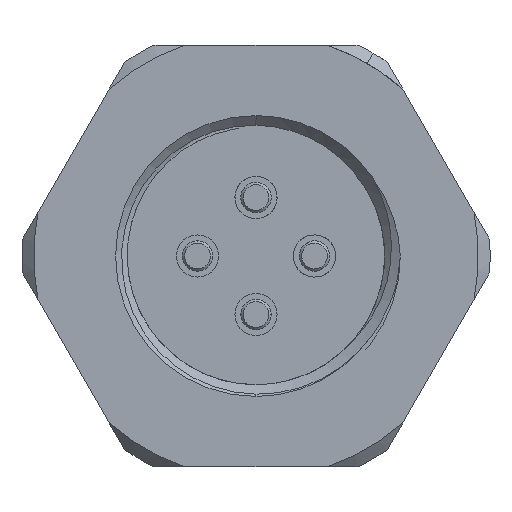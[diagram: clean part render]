
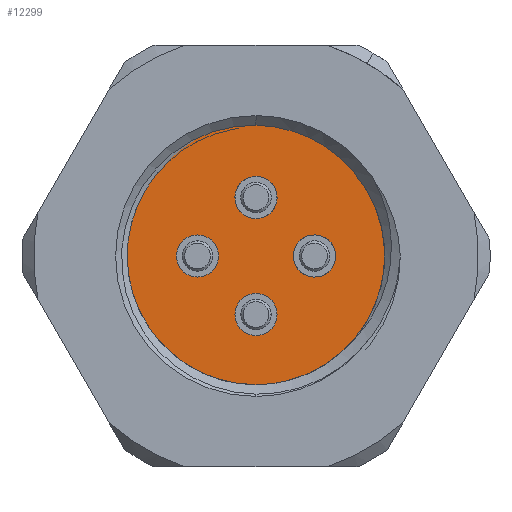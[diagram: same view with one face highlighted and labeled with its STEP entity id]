
A CAD part, left-side view. The second image highlights one B-rep face of the part: STEP entity #12299.
In plain terms, the highlighted planar face has unit normal (-1, 0, 0).
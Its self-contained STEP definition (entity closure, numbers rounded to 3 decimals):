
#75 = DIRECTION ( 'NONE',  ( -1., 0., 0. ) ) ;
#176 = VERTEX_POINT ( 'NONE', #1525 ) ;
#295 = ORIENTED_EDGE ( 'NONE', *, *, #6140, .F. ) ;
#710 = DIRECTION ( 'NONE',  ( -1., 0., 0. ) ) ;
#775 = ORIENTED_EDGE ( 'NONE', *, *, #10595, .F. ) ;
#874 = ORIENTED_EDGE ( 'NONE', *, *, #1920, .F. ) ;
#1239 = DIRECTION ( 'NONE',  ( 0., 1., 0. ) ) ;
#1454 = VERTEX_POINT ( 'NONE', #11862 ) ;
#1525 = CARTESIAN_POINT ( 'NONE',  ( -13., 0.9, -2.5 ) ) ;
#1650 = FACE_BOUND ( 'NONE', #3655, .T. ) ;
#1920 = EDGE_CURVE ( 'NONE', #9790, #5289, #4829, .T. ) ;
#2336 = AXIS2_PLACEMENT_3D ( 'NONE', #11926, #710, #6981 ) ;
#2391 = DIRECTION ( 'NONE',  ( -1., 0., 0. ) ) ;
#2425 = CARTESIAN_POINT ( 'NONE',  ( -13., 0., 0. ) ) ;
#2483 = AXIS2_PLACEMENT_3D ( 'NONE', #3492, #9349, #7557 ) ;
#2819 = DIRECTION ( 'NONE',  ( 0., -1., 0. ) ) ;
#2984 = CIRCLE ( 'NONE', #2336, 0.9 ) ;
#2987 = EDGE_LOOP ( 'NONE', ( #13013, #874 ) ) ;
#3112 = EDGE_LOOP ( 'NONE', ( #295, #12910 ) ) ;
#3407 = CIRCLE ( 'NONE', #9564, 0.9 ) ;
#3492 = CARTESIAN_POINT ( 'NONE',  ( -13., 0., 0. ) ) ;
#3531 = AXIS2_PLACEMENT_3D ( 'NONE', #5715, #2391, #11603 ) ;
#3559 = AXIS2_PLACEMENT_3D ( 'NONE', #2425, #6229, #1239 ) ;
#3577 = DIRECTION ( 'NONE',  ( -1., 0., 0. ) ) ;
#3597 = FACE_BOUND ( 'NONE', #8657, .T. ) ;
#3655 = EDGE_LOOP ( 'NONE', ( #5963, #8689 ) ) ;
#3905 = CARTESIAN_POINT ( 'NONE',  ( -13., -1.6, 0. ) ) ;
#4157 = DIRECTION ( 'NONE',  ( 0., -1., 0. ) ) ;
#4161 = ORIENTED_EDGE ( 'NONE', *, *, #11320, .F. ) ;
#4316 = VERTEX_POINT ( 'NONE', #7531 ) ;
#4642 = DIRECTION ( 'NONE',  ( 0., -1., 0. ) ) ;
#4745 = EDGE_CURVE ( 'NONE', #8441, #1454, #11219, .T. ) ;
#4829 = CIRCLE ( 'NONE', #2483, 6. ) ;
#4952 = DIRECTION ( 'NONE',  ( -1., 0., 0. ) ) ;
#5041 = AXIS2_PLACEMENT_3D ( 'NONE', #12835, #3577, #4642 ) ;
#5121 = CARTESIAN_POINT ( 'NONE',  ( -13., 0., -2.5 ) ) ;
#5154 = CARTESIAN_POINT ( 'NONE',  ( -13., 6., 0. ) ) ;
#5289 = VERTEX_POINT ( 'NONE', #5154 ) ;
#5377 = EDGE_CURVE ( 'NONE', #12878, #12858, #12917, .T. ) ;
#5479 = AXIS2_PLACEMENT_3D ( 'NONE', #12746, #6724, #6603 ) ;
#5534 = FACE_OUTER_BOUND ( 'NONE', #2987, .T. ) ;
#5536 = EDGE_CURVE ( 'NONE', #5289, #9790, #10367, .T. ) ;
#5715 = CARTESIAN_POINT ( 'NONE',  ( -13., 0., 0. ) ) ;
#5799 = CARTESIAN_POINT ( 'NONE',  ( -13., 0., -2.5 ) ) ;
#5928 = CARTESIAN_POINT ( 'NONE',  ( -13., 1.6, 0. ) ) ;
#5945 = CIRCLE ( 'NONE', #11702, 0.9 ) ;
#5963 = ORIENTED_EDGE ( 'NONE', *, *, #5377, .F. ) ;
#6140 = EDGE_CURVE ( 'NONE', #4316, #11860, #6957, .T. ) ;
#6229 = DIRECTION ( 'NONE',  ( 1., 0., 0. ) ) ;
#6365 = AXIS2_PLACEMENT_3D ( 'NONE', #12093, #4952, #2819 ) ;
#6395 = EDGE_CURVE ( 'NONE', #12858, #12878, #10802, .T. ) ;
#6584 = FACE_BOUND ( 'NONE', #11738, .T. ) ;
#6603 = DIRECTION ( 'NONE',  ( 0., -1., 0. ) ) ;
#6724 = DIRECTION ( 'NONE',  ( -1., 0., 0. ) ) ;
#6957 = CIRCLE ( 'NONE', #5479, 0.9 ) ;
#6981 = DIRECTION ( 'NONE',  ( 0., -1., 0. ) ) ;
#7039 = CARTESIAN_POINT ( 'NONE',  ( -13., -3.4, 0. ) ) ;
#7052 = CARTESIAN_POINT ( 'NONE',  ( -13., 0.9, 2.5 ) ) ;
#7531 = CARTESIAN_POINT ( 'NONE',  ( -13., -0.9, 2.5 ) ) ;
#7557 = DIRECTION ( 'NONE',  ( 0., 1., 0. ) ) ;
#7662 = PLANE ( 'NONE',  #3531 ) ;
#7999 = CARTESIAN_POINT ( 'NONE',  ( -13., -0.9, -2.5 ) ) ;
#8077 = DIRECTION ( 'NONE',  ( -1., 0., 0. ) ) ;
#8441 = VERTEX_POINT ( 'NONE', #5928 ) ;
#8657 = EDGE_LOOP ( 'NONE', ( #775, #4161 ) ) ;
#8689 = ORIENTED_EDGE ( 'NONE', *, *, #6395, .F. ) ;
#8994 = DIRECTION ( 'NONE',  ( -1., 0., 0. ) ) ;
#9349 = DIRECTION ( 'NONE',  ( 1., 0., 0. ) ) ;
#9564 = AXIS2_PLACEMENT_3D ( 'NONE', #5799, #8994, #13071 ) ;
#9701 = FACE_BOUND ( 'NONE', #3112, .T. ) ;
#9764 = CARTESIAN_POINT ( 'NONE',  ( -13., -6., 0. ) ) ;
#9790 = VERTEX_POINT ( 'NONE', #9764 ) ;
#9986 = EDGE_CURVE ( 'NONE', #1454, #8441, #2984, .T. ) ;
#10176 = DIRECTION ( 'NONE',  ( 0., -1., 0. ) ) ;
#10367 = CIRCLE ( 'NONE', #3559, 6. ) ;
#10595 = EDGE_CURVE ( 'NONE', #11224, #176, #5945, .T. ) ;
#10784 = EDGE_CURVE ( 'NONE', #11860, #4316, #11289, .T. ) ;
#10802 = CIRCLE ( 'NONE', #11251, 0.9 ) ;
#10995 = AXIS2_PLACEMENT_3D ( 'NONE', #11358, #75, #4157 ) ;
#11087 = ORIENTED_EDGE ( 'NONE', *, *, #9986, .F. ) ;
#11189 = DIRECTION ( 'NONE',  ( -1., 0., 0. ) ) ;
#11219 = CIRCLE ( 'NONE', #5041, 0.9 ) ;
#11224 = VERTEX_POINT ( 'NONE', #7999 ) ;
#11251 = AXIS2_PLACEMENT_3D ( 'NONE', #13141, #8077, #12162 ) ;
#11289 = CIRCLE ( 'NONE', #6365, 0.9 ) ;
#11320 = EDGE_CURVE ( 'NONE', #176, #11224, #3407, .T. ) ;
#11358 = CARTESIAN_POINT ( 'NONE',  ( -13., -2.5, 0. ) ) ;
#11603 = DIRECTION ( 'NONE',  ( 0., -1., 0. ) ) ;
#11702 = AXIS2_PLACEMENT_3D ( 'NONE', #5121, #11189, #10176 ) ;
#11738 = EDGE_LOOP ( 'NONE', ( #11812, #11087 ) ) ;
#11812 = ORIENTED_EDGE ( 'NONE', *, *, #4745, .F. ) ;
#11860 = VERTEX_POINT ( 'NONE', #7052 ) ;
#11862 = CARTESIAN_POINT ( 'NONE',  ( -13., 3.4, 0. ) ) ;
#11926 = CARTESIAN_POINT ( 'NONE',  ( -13., 2.5, 0. ) ) ;
#12093 = CARTESIAN_POINT ( 'NONE',  ( -13., 0., 2.5 ) ) ;
#12162 = DIRECTION ( 'NONE',  ( 0., -1., 0. ) ) ;
#12299 = ADVANCED_FACE ( 'NONE', ( #3597, #6584, #1650, #9701, #5534 ), #7662, .T. ) ;
#12746 = CARTESIAN_POINT ( 'NONE',  ( -13., 0., 2.5 ) ) ;
#12835 = CARTESIAN_POINT ( 'NONE',  ( -13., 2.5, 0. ) ) ;
#12858 = VERTEX_POINT ( 'NONE', #3905 ) ;
#12878 = VERTEX_POINT ( 'NONE', #7039 ) ;
#12910 = ORIENTED_EDGE ( 'NONE', *, *, #10784, .F. ) ;
#12917 = CIRCLE ( 'NONE', #10995, 0.9 ) ;
#13013 = ORIENTED_EDGE ( 'NONE', *, *, #5536, .F. ) ;
#13071 = DIRECTION ( 'NONE',  ( 0., -1., 0. ) ) ;
#13141 = CARTESIAN_POINT ( 'NONE',  ( -13., -2.5, 0. ) ) ;
